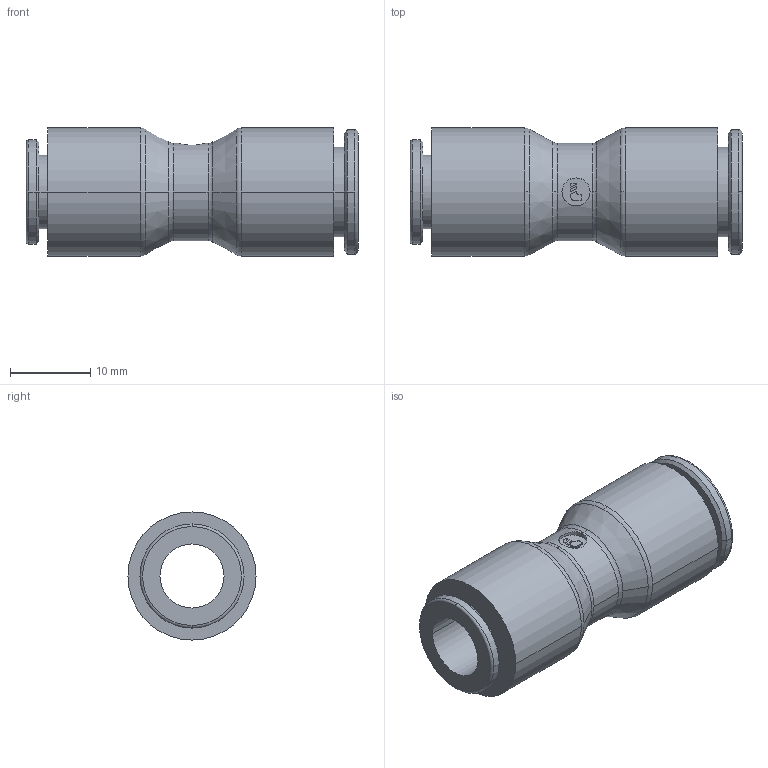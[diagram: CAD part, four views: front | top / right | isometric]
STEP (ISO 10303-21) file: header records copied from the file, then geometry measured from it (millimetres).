
FILE_DESCRIPTION(('STEP AP214'),'1');
FILE_NAME('3106_08_10.stp','2016-07-07T14:57:48',('TraceParts'),('TraceParts S.A.'),'Spatial InterOp 3D',' ',' ');
FILE_SCHEMA(('automotive_design'));
Length unit declared in the file: millimetre
Products named in the file (1): 1
Bounding box: 41.46 x 16 x 16 mm (x, y, z)
Volume: 4713.6 mm3; surface area: 3680 mm2
Topology: 1 solids, 1 shells, 70 faces, 177 edges, 118 vertices
Faces by surface type: cylinder 26, plane 24, torus 12, cone 8
Entity records: 2242 total; most frequent: CARTESIAN_POINT 433, DIRECTION 417, ORIENTED_EDGE 354, EDGE_CURVE 177, AXIS2_PLACEMENT_3D 172, VERTEX_POINT 118, CIRCLE 101, EDGE_LOOP 81
